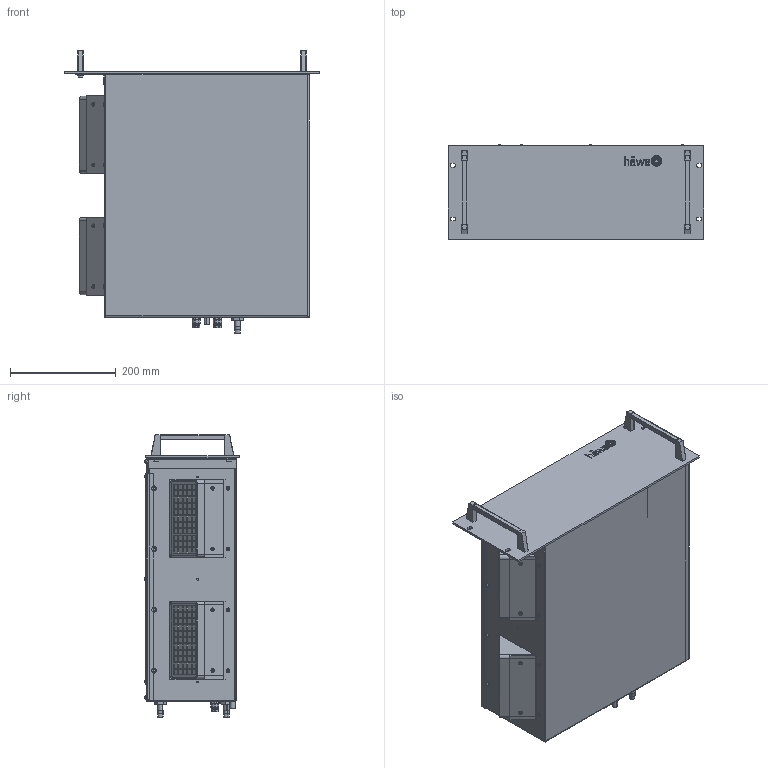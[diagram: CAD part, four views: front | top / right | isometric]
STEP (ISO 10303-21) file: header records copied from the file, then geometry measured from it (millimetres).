
FILE_DESCRIPTION (( 'STEP AP214' ), '1' );
FILE_NAME ('3117-2800-22-07.STEP', '2018-04-25T13:51:19', ( '' ), ( '' ), 'SwSTEP 2.0', 'SolidWorks 2017', '' );
FILE_SCHEMA (( 'AUTOMOTIVE_DESIGN' ));
Length unit declared in the file: millimetre
Products named in the file (11): W0085405~0; W0085425~0; W0158916~0; W0159058~0; W0158814~0; W0158895~0; 8101-0100-04-01_Eingezogen_KL_2_0_mm<Standard>; 3117-2800-22-07; 8000-7981-03-09; W0157958~0; 8000-0000-05-12
Assembly tree (36 placements, depth 2):
  3117-2800-22-07
    W0158895~0
    W0158916~0
    W0085425~0  x2
    W0085405~0  x4
    8000-0000-05-12  x4
    W0157958~0  x2
    8000-7981-03-09  x14
    8101-0100-04-01_Eingezogen_KL_2_0_mm<Standard>  x4
    W0158814~0  x2
    W0159058~0  x2
Bounding box: 483 x 178.54 x 535 mm (x, y, z)
Volume: 12432344.6 mm3; surface area: 1758114.6 mm2
Topology: 40 solids, 40 shells, 2320 faces, 5903 edges, 3797 vertices
Faces by surface type: plane 1336, cylinder 732, cone 108, sphere 53, bspline 51, torus 40
Entity records: 47184 total; most frequent: CARTESIAN_POINT 11495, DIRECTION 6839, ORIENTED_EDGE 6604, EDGE_CURVE 3302, AXIS2_PLACEMENT_3D 2449, VERTEX_POINT 2153, LINE 1941, VECTOR 1941
